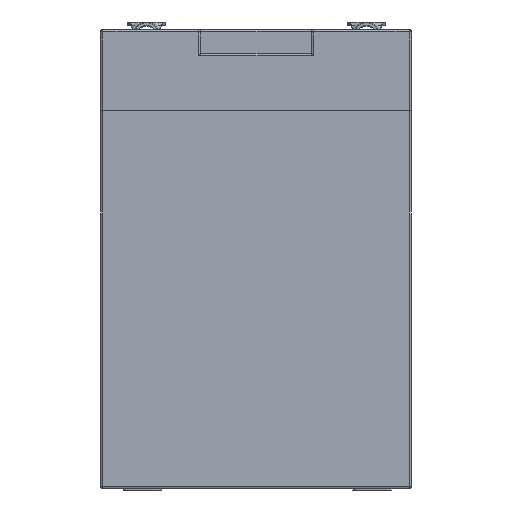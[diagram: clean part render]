
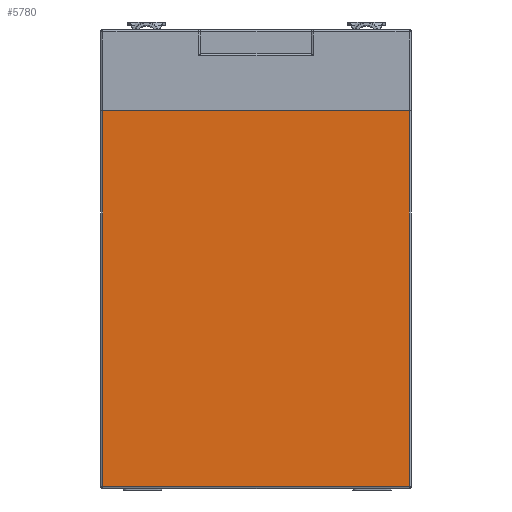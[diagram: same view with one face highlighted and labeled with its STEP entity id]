
A CAD part, left-side view. The second image highlights one B-rep face of the part: STEP entity #5780.
In plain terms, the highlighted planar face has unit normal (-1, 0, 0).
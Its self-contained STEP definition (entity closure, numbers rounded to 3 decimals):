
#169=PLANE('',#6309);
#558=FACE_OUTER_BOUND('',#907,.T.);
#907=EDGE_LOOP('',(#4782,#4783,#4784,#4785));
#1343=LINE('',#9449,#1916);
#1347=LINE('',#9458,#1920);
#1354=LINE('',#9474,#1927);
#1360=LINE('',#9486,#1933);
#1916=VECTOR('',#7490,10.);
#1920=VECTOR('',#7500,10.);
#1927=VECTOR('',#7517,10.);
#1933=VECTOR('',#7531,10.);
#2755=VERTEX_POINT('',#9426);
#2760=VERTEX_POINT('',#9442);
#2764=VERTEX_POINT('',#9456);
#2767=VERTEX_POINT('',#9470);
#3455=EDGE_CURVE('',#2760,#2755,#1343,.T.);
#3460=EDGE_CURVE('',#2764,#2760,#1347,.T.);
#3469=EDGE_CURVE('',#2755,#2767,#1354,.T.);
#3476=EDGE_CURVE('',#2767,#2764,#1360,.T.);
#4782=ORIENTED_EDGE('',*,*,#3460,.F.);
#4783=ORIENTED_EDGE('',*,*,#3476,.F.);
#4784=ORIENTED_EDGE('',*,*,#3469,.F.);
#4785=ORIENTED_EDGE('',*,*,#3455,.F.);
#5780=ADVANCED_FACE('',(#558),#169,.T.);
#6309=AXIS2_PLACEMENT_3D('',#9496,#7545,#7546);
#7490=DIRECTION('',(0.,1.,0.));
#7500=DIRECTION('',(0.,0.,-1.));
#7517=DIRECTION('',(0.,0.,1.));
#7531=DIRECTION('',(0.,-1.,0.));
#7545=DIRECTION('center_axis',(-1.,0.,0.));
#7546=DIRECTION('ref_axis',(0.,-1.,0.));
#9426=CARTESIAN_POINT('',(-75.286,32.267,0.5));
#9442=CARTESIAN_POINT('',(-75.286,-31.733,0.5));
#9449=CARTESIAN_POINT('',(-75.286,16.517,0.5));
#9456=CARTESIAN_POINT('',(-75.286,-31.733,79.));
#9458=CARTESIAN_POINT('',(-75.286,-31.733,0.));
#9470=CARTESIAN_POINT('',(-75.286,32.267,79.));
#9474=CARTESIAN_POINT('',(-75.286,32.267,0.));
#9486=CARTESIAN_POINT('',(-75.286,32.767,79.));
#9496=CARTESIAN_POINT('Origin',(-75.286,32.767,0.));
